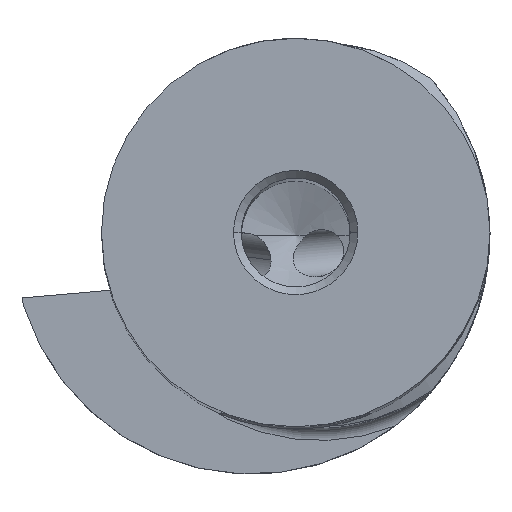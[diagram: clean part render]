
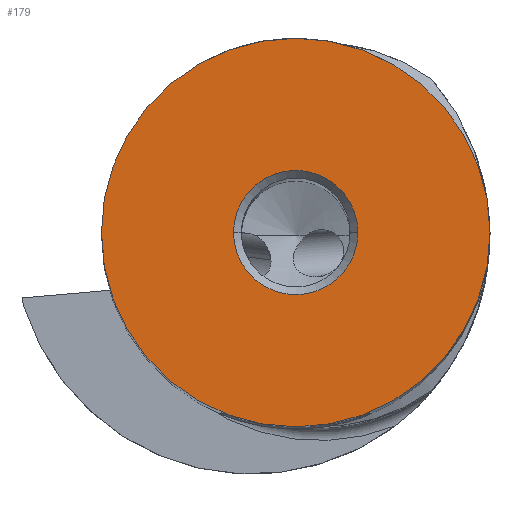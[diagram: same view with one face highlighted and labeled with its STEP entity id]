
A CAD part, top view. The second image highlights one B-rep face of the part: STEP entity #179.
In plain terms, the highlighted planar face has unit normal (0, 0, 1).
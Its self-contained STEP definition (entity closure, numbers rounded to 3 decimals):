
#61=FACE_BOUND('',#331,.T.);
#62=FACE_BOUND('',#332,.T.);
#87=PLANE('',#1354);
#179=ADVANCED_FACE('',(#61,#62),#87,.T.);
#331=EDGE_LOOP('',(#743,#744));
#332=EDGE_LOOP('',(#745,#746));
#743=ORIENTED_EDGE('',*,*,#1131,.F.);
#744=ORIENTED_EDGE('',*,*,#1124,.F.);
#745=ORIENTED_EDGE('',*,*,#1136,.F.);
#746=ORIENTED_EDGE('',*,*,#1137,.F.);
#970=VERTEX_POINT('',#2430);
#971=VERTEX_POINT('',#2431);
#980=VERTEX_POINT('',#2454);
#981=VERTEX_POINT('',#2455);
#1124=EDGE_CURVE('',#970,#971,#1232,.T.);
#1131=EDGE_CURVE('',#971,#970,#1233,.T.);
#1136=EDGE_CURVE('',#980,#981,#1234,.T.);
#1137=EDGE_CURVE('',#981,#980,#1235,.T.);
#1232=CIRCLE('',#1344,12.5);
#1233=CIRCLE('',#1348,12.5);
#1234=CIRCLE('',#1352,4.);
#1235=CIRCLE('',#1353,4.);
#1344=AXIS2_PLACEMENT_3D('',#2429,#1592,#1593);
#1348=AXIS2_PLACEMENT_3D('',#2443,#1604,#1605);
#1352=AXIS2_PLACEMENT_3D('',#2453,#1614,#1615);
#1353=AXIS2_PLACEMENT_3D('',#2456,#1616,#1617);
#1354=AXIS2_PLACEMENT_3D('',#2457,#1618,#1619);
#1592=DIRECTION('',(0.,0.,-1.));
#1593=DIRECTION('',(-1.,0.,0.));
#1604=DIRECTION('',(0.,0.,-1.));
#1605=DIRECTION('',(1.,0.,0.));
#1614=DIRECTION('',(0.,0.,1.));
#1615=DIRECTION('',(1.,0.,0.));
#1616=DIRECTION('',(0.,0.,1.));
#1617=DIRECTION('',(-1.,0.,0.));
#1618=DIRECTION('',(0.,0.,1.));
#1619=DIRECTION('',(1.,0.,0.));
#2429=CARTESIAN_POINT('',(0.,0.,0.));
#2430=CARTESIAN_POINT('',(-12.5,0.,0.));
#2431=CARTESIAN_POINT('',(12.5,0.,0.));
#2443=CARTESIAN_POINT('',(0.,0.,0.));
#2453=CARTESIAN_POINT('',(0.,0.,0.));
#2454=CARTESIAN_POINT('',(4.,0.,0.));
#2455=CARTESIAN_POINT('',(-4.,0.,0.));
#2456=CARTESIAN_POINT('',(0.,0.,0.));
#2457=CARTESIAN_POINT('',(0.,0.,0.));
